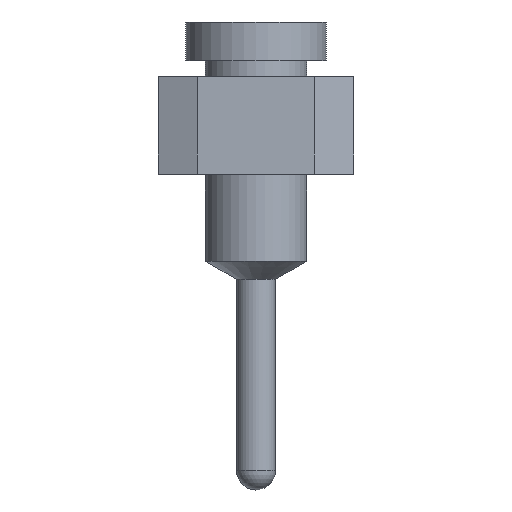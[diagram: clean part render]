
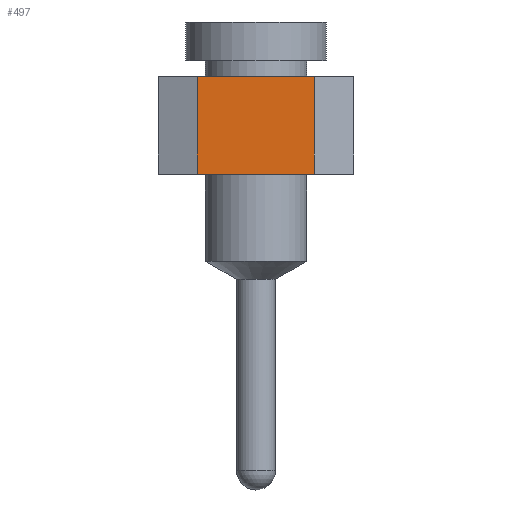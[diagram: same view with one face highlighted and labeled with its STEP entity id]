
A CAD part, left-side view. The second image highlights one B-rep face of the part: STEP entity #497.
In plain terms, the highlighted planar face has unit normal (-1, 0, 0).
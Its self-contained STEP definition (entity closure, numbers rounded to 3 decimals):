
#497 = ADVANCED_FACE('',(#498),#532,.F.);
#498 = FACE_BOUND('',#499,.T.);
#499 = EDGE_LOOP('',(#500,#510,#518,#526));
#500 = ORIENTED_EDGE('',*,*,#501,.T.);
#501 = EDGE_CURVE('',#502,#504,#506,.T.);
#502 = VERTEX_POINT('',#503);
#503 = CARTESIAN_POINT('',(-15.24,0.762,2.57));
#504 = VERTEX_POINT('',#505);
#505 = CARTESIAN_POINT('',(-15.24,0.762,1.3));
#506 = LINE('',#507,#508);
#507 = CARTESIAN_POINT('',(-15.24,0.762,3.84));
#508 = VECTOR('',#509,1.);
#509 = DIRECTION('',(0.,0.,-1.));
#510 = ORIENTED_EDGE('',*,*,#511,.T.);
#511 = EDGE_CURVE('',#504,#512,#514,.T.);
#512 = VERTEX_POINT('',#513);
#513 = CARTESIAN_POINT('',(-15.24,-0.762,1.3));
#514 = LINE('',#515,#516);
#515 = CARTESIAN_POINT('',(-15.24,1.27,1.3));
#516 = VECTOR('',#517,1.);
#517 = DIRECTION('',(0.,-1.,0.));
#518 = ORIENTED_EDGE('',*,*,#519,.F.);
#519 = EDGE_CURVE('',#520,#512,#522,.T.);
#520 = VERTEX_POINT('',#521);
#521 = CARTESIAN_POINT('',(-15.24,-0.762,2.57));
#522 = LINE('',#523,#524);
#523 = CARTESIAN_POINT('',(-15.24,-0.762,3.84));
#524 = VECTOR('',#525,1.);
#525 = DIRECTION('',(0.,0.,-1.));
#526 = ORIENTED_EDGE('',*,*,#527,.F.);
#527 = EDGE_CURVE('',#502,#520,#528,.T.);
#528 = LINE('',#529,#530);
#529 = CARTESIAN_POINT('',(-15.24,1.27,2.57));
#530 = VECTOR('',#531,1.);
#531 = DIRECTION('',(0.,-1.,0.));
#532 = PLANE('',#533);
#533 = AXIS2_PLACEMENT_3D('',#534,#535,#536);
#534 = CARTESIAN_POINT('',(-15.24,1.27,2.57));
#535 = DIRECTION('',(1.,0.,0.));
#536 = DIRECTION('',(0.,1.,0.));
